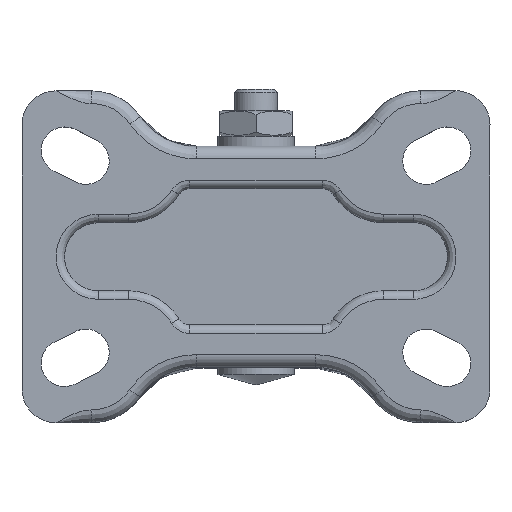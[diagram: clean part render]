
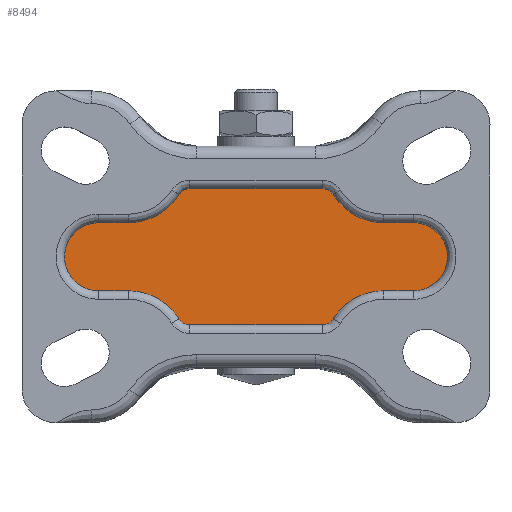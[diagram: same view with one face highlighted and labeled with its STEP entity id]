
A CAD part, top view. The second image highlights one B-rep face of the part: STEP entity #8494.
In plain terms, the highlighted free-form (B-spline) face has degree [1, 1] with [2, 2] control points.
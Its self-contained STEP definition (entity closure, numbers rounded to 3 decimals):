
#6535=CARTESIAN_POINT('',(30.,-8.,80.));
#6536=VERTEX_POINT('',#6535);
#6561=CARTESIAN_POINT('',(37.0,-8.0,80.));
#6562=VERTEX_POINT('',#6561);
#6576=CARTESIAN_POINT('',(30.,-8.,80.));
#6577=CARTESIAN_POINT('',(37.0,-8.0,80.));
#6578=QUASI_UNIFORM_CURVE('',1,(#6576,#6577),.UNSPECIFIED.,.F.,.U.);
#6579=EDGE_CURVE('',#6536,#6562,#6578,.T.);
#6609=CARTESIAN_POINT('',(37.,8.0,80.));
#6610=VERTEX_POINT('',#6609);
#6624=CARTESIAN_POINT('',(37.0,-8.0,80.));
#6625=CARTESIAN_POINT('',(41.619,-8.0,80.));
#6626=CARTESIAN_POINT('',(43.928,-4.,80.));
#6627=CARTESIAN_POINT('',(46.238,0.,80.));
#6628=CARTESIAN_POINT('',(43.928,4.,80.));
#6629=CARTESIAN_POINT('',(41.619,8.,80.));
#6630=CARTESIAN_POINT('',(37.,8.,80.));
#6638=(BOUNDED_CURVE()B_SPLINE_CURVE(2,(#6624,#6625,#6626,#6627,#6628,#6629,#6630),.UNSPECIFIED.,.F.,.U.)B_SPLINE_CURVE_WITH_KNOTS((3,2,2,3),(0.0,0.333,0.667,1.0),.UNSPECIFIED.)CURVE()GEOMETRIC_REPRESENTATION_ITEM()RATIONAL_B_SPLINE_CURVE((1.0,0.866,1.0,0.866,1.0,0.866,1.0))REPRESENTATION_ITEM(''));
#6639=EDGE_CURVE('',#6562,#6610,#6638,.T.);
#6679=CARTESIAN_POINT('',(18.123,-14.588,80.));
#6680=VERTEX_POINT('',#6679);
#6710=CARTESIAN_POINT('',(30.,-8.,80.));
#6711=CARTESIAN_POINT('',(22.234,-8.,80.));
#6712=CARTESIAN_POINT('',(18.123,-14.588,80.));
#6720=(BOUNDED_CURVE()B_SPLINE_CURVE(2,(#6710,#6711,#6712),.UNSPECIFIED.,.F.,.U.)CURVE()GEOMETRIC_REPRESENTATION_ITEM()QUASI_UNIFORM_CURVE()RATIONAL_B_SPLINE_CURVE((1.0,0.874,1.0))REPRESENTATION_ITEM(''));
#6721=EDGE_CURVE('',#6536,#6680,#6720,.T.);
#6742=CARTESIAN_POINT('',(30.0,8.0,80.));
#6743=VERTEX_POINT('',#6742);
#6757=CARTESIAN_POINT('',(37.,8.0,80.));
#6758=CARTESIAN_POINT('',(30.0,8.0,80.));
#6759=QUASI_UNIFORM_CURVE('',1,(#6757,#6758),.UNSPECIFIED.,.F.,.U.);
#6760=EDGE_CURVE('',#6610,#6743,#6759,.T.);
#6788=CARTESIAN_POINT('',(15.578,-16.0,80.));
#6789=VERTEX_POINT('',#6788);
#6819=CARTESIAN_POINT('',(15.578,-16.0,80.));
#6820=CARTESIAN_POINT('',(17.242,-16.,80.));
#6821=CARTESIAN_POINT('',(18.123,-14.588,80.));
#6829=(BOUNDED_CURVE()B_SPLINE_CURVE(2,(#6819,#6820,#6821),.UNSPECIFIED.,.F.,.U.)CURVE()GEOMETRIC_REPRESENTATION_ITEM()QUASI_UNIFORM_CURVE()RATIONAL_B_SPLINE_CURVE((1.0,0.874,1.0))REPRESENTATION_ITEM(''));
#6830=EDGE_CURVE('',#6789,#6680,#6829,.T.);
#6854=CARTESIAN_POINT('',(18.123,14.588,80.));
#6855=VERTEX_POINT('',#6854);
#6869=CARTESIAN_POINT('',(18.123,14.588,80.));
#6870=CARTESIAN_POINT('',(22.234,8.,80.));
#6871=CARTESIAN_POINT('',(30.0,8.,80.));
#6879=(BOUNDED_CURVE()B_SPLINE_CURVE(2,(#6869,#6870,#6871),.UNSPECIFIED.,.F.,.U.)CURVE()GEOMETRIC_REPRESENTATION_ITEM()QUASI_UNIFORM_CURVE()RATIONAL_B_SPLINE_CURVE((1.0,0.874,1.0))REPRESENTATION_ITEM(''));
#6880=EDGE_CURVE('',#6855,#6743,#6879,.T.);
#6913=CARTESIAN_POINT('',(-15.578,-16.0,80.));
#6914=VERTEX_POINT('',#6913);
#6938=CARTESIAN_POINT('',(-15.578,-16.0,80.));
#6939=CARTESIAN_POINT('',(15.578,-16.0,80.));
#6940=QUASI_UNIFORM_CURVE('',1,(#6938,#6939),.UNSPECIFIED.,.F.,.U.);
#6941=EDGE_CURVE('',#6914,#6789,#6940,.T.);
#6965=CARTESIAN_POINT('',(15.578,16.0,80.));
#6966=VERTEX_POINT('',#6965);
#6980=CARTESIAN_POINT('',(18.123,14.588,80.));
#6981=CARTESIAN_POINT('',(17.242,16.,80.));
#6982=CARTESIAN_POINT('',(15.578,16.0,80.));
#6990=(BOUNDED_CURVE()B_SPLINE_CURVE(2,(#6980,#6981,#6982),.UNSPECIFIED.,.F.,.U.)CURVE()GEOMETRIC_REPRESENTATION_ITEM()QUASI_UNIFORM_CURVE()RATIONAL_B_SPLINE_CURVE((1.0,0.874,1.0))REPRESENTATION_ITEM(''));
#6991=EDGE_CURVE('',#6855,#6966,#6990,.T.);
#7027=CARTESIAN_POINT('',(-18.123,-14.588,80.));
#7028=VERTEX_POINT('',#7027);
#7060=CARTESIAN_POINT('',(-18.123,-14.588,80.));
#7061=CARTESIAN_POINT('',(-17.242,-16.,80.));
#7062=CARTESIAN_POINT('',(-15.578,-16.,80.));
#7070=(BOUNDED_CURVE()B_SPLINE_CURVE(2,(#7060,#7061,#7062),.UNSPECIFIED.,.F.,.U.)CURVE()GEOMETRIC_REPRESENTATION_ITEM()QUASI_UNIFORM_CURVE()RATIONAL_B_SPLINE_CURVE((1.0,0.874,1.0))REPRESENTATION_ITEM(''));
#7071=EDGE_CURVE('',#7028,#6914,#7070,.T.);
#7092=CARTESIAN_POINT('',(-15.578,16.0,80.));
#7093=VERTEX_POINT('',#7092);
#7107=CARTESIAN_POINT('',(15.578,16.0,80.));
#7108=CARTESIAN_POINT('',(-15.578,16.0,80.));
#7109=QUASI_UNIFORM_CURVE('',1,(#7107,#7108),.UNSPECIFIED.,.F.,.U.);
#7110=EDGE_CURVE('',#6966,#7093,#7109,.T.);
#7138=CARTESIAN_POINT('',(-30.0,-8.0,80.));
#7139=VERTEX_POINT('',#7138);
#7169=CARTESIAN_POINT('',(-18.123,-14.588,80.));
#7170=CARTESIAN_POINT('',(-22.234,-8.,80.));
#7171=CARTESIAN_POINT('',(-30.0,-8.,80.));
#7179=(BOUNDED_CURVE()B_SPLINE_CURVE(2,(#7169,#7170,#7171),.UNSPECIFIED.,.F.,.U.)CURVE()GEOMETRIC_REPRESENTATION_ITEM()QUASI_UNIFORM_CURVE()RATIONAL_B_SPLINE_CURVE((1.0,0.874,1.0))REPRESENTATION_ITEM(''));
#7180=EDGE_CURVE('',#7028,#7139,#7179,.T.);
#7204=CARTESIAN_POINT('',(-18.123,14.588,80.));
#7205=VERTEX_POINT('',#7204);
#7219=CARTESIAN_POINT('',(-15.578,16.0,80.));
#7220=CARTESIAN_POINT('',(-17.242,16.,80.));
#7221=CARTESIAN_POINT('',(-18.123,14.588,80.));
#7229=(BOUNDED_CURVE()B_SPLINE_CURVE(2,(#7219,#7220,#7221),.UNSPECIFIED.,.F.,.U.)CURVE()GEOMETRIC_REPRESENTATION_ITEM()QUASI_UNIFORM_CURVE()RATIONAL_B_SPLINE_CURVE((1.0,0.874,1.0))REPRESENTATION_ITEM(''));
#7230=EDGE_CURVE('',#7093,#7205,#7229,.T.);
#7263=CARTESIAN_POINT('',(-37.,-8.0,80.));
#7264=VERTEX_POINT('',#7263);
#7286=CARTESIAN_POINT('',(-37.,-8.0,80.));
#7287=CARTESIAN_POINT('',(-30.0,-8.0,80.));
#7288=QUASI_UNIFORM_CURVE('',1,(#7286,#7287),.UNSPECIFIED.,.F.,.U.);
#7289=EDGE_CURVE('',#7264,#7139,#7288,.T.);
#7313=CARTESIAN_POINT('',(-30.0,8.0,80.));
#7314=VERTEX_POINT('',#7313);
#7328=CARTESIAN_POINT('',(-30.0,8.,80.));
#7329=CARTESIAN_POINT('',(-22.234,8.,80.));
#7330=CARTESIAN_POINT('',(-18.123,14.588,80.));
#7338=(BOUNDED_CURVE()B_SPLINE_CURVE(2,(#7328,#7329,#7330),.UNSPECIFIED.,.F.,.U.)CURVE()GEOMETRIC_REPRESENTATION_ITEM()QUASI_UNIFORM_CURVE()RATIONAL_B_SPLINE_CURVE((1.0,0.874,1.0))REPRESENTATION_ITEM(''));
#7339=EDGE_CURVE('',#7314,#7205,#7338,.T.);
#7381=CARTESIAN_POINT('',(-37.0,8.0,80.));
#7382=VERTEX_POINT('',#7381);
#7416=CARTESIAN_POINT('',(-37.0,8.0,80.));
#7417=CARTESIAN_POINT('',(-41.619,8.0,80.));
#7418=CARTESIAN_POINT('',(-43.928,4.,80.));
#7419=CARTESIAN_POINT('',(-46.238,0.,80.));
#7420=CARTESIAN_POINT('',(-43.928,-4.,80.));
#7421=CARTESIAN_POINT('',(-41.619,-8.,80.));
#7422=CARTESIAN_POINT('',(-37.,-8.,80.));
#7430=(BOUNDED_CURVE()B_SPLINE_CURVE(2,(#7416,#7417,#7418,#7419,#7420,#7421,#7422),.UNSPECIFIED.,.F.,.U.)B_SPLINE_CURVE_WITH_KNOTS((3,2,2,3),(0.0,0.333,0.667,1.0),.UNSPECIFIED.)CURVE()GEOMETRIC_REPRESENTATION_ITEM()RATIONAL_B_SPLINE_CURVE((1.0,0.866,1.0,0.866,1.0,0.866,1.0))REPRESENTATION_ITEM(''));
#7431=EDGE_CURVE('',#7382,#7264,#7430,.T.);
#7457=CARTESIAN_POINT('',(-30.0,8.0,80.));
#7458=CARTESIAN_POINT('',(-37.0,8.0,80.));
#7459=QUASI_UNIFORM_CURVE('',1,(#7457,#7458),.UNSPECIFIED.,.F.,.U.);
#7460=EDGE_CURVE('',#7314,#7382,#7459,.T.);
#8471=CARTESIAN_POINT('',(-49.495,17.598,80.));
#8472=CARTESIAN_POINT('',(49.496,17.598,80.));
#8473=CARTESIAN_POINT('',(-49.495,-17.598,80.));
#8474=CARTESIAN_POINT('',(49.496,-17.598,80.));
#8475=B_SPLINE_SURFACE_WITH_KNOTS('',1,1,((#8471,#8473),(#8472,#8474)),.UNSPECIFIED.,.F.,.F.,.U.,(2,2),(2,2),(0.0,98.991),(0.0,35.197),.UNSPECIFIED.);
#8476=ORIENTED_EDGE('',*,*,#7339,.F.);
#8477=ORIENTED_EDGE('',*,*,#7460,.T.);
#8478=ORIENTED_EDGE('',*,*,#7431,.T.);
#8479=ORIENTED_EDGE('',*,*,#7289,.T.);
#8480=ORIENTED_EDGE('',*,*,#7180,.F.);
#8481=ORIENTED_EDGE('',*,*,#7071,.T.);
#8482=ORIENTED_EDGE('',*,*,#6941,.T.);
#8483=ORIENTED_EDGE('',*,*,#6830,.T.);
#8484=ORIENTED_EDGE('',*,*,#6721,.F.);
#8485=ORIENTED_EDGE('',*,*,#6579,.T.);
#8486=ORIENTED_EDGE('',*,*,#6639,.T.);
#8487=ORIENTED_EDGE('',*,*,#6760,.T.);
#8488=ORIENTED_EDGE('',*,*,#6880,.F.);
#8489=ORIENTED_EDGE('',*,*,#6991,.T.);
#8490=ORIENTED_EDGE('',*,*,#7110,.T.);
#8491=ORIENTED_EDGE('',*,*,#7230,.T.);
#8492=EDGE_LOOP('',(#8476,#8477,#8478,#8479,#8480,#8481,#8482,#8483,#8484,#8485,#8486,#8487,#8488,#8489,#8490,#8491));
#8493=FACE_OUTER_BOUND('',#8492,.T.);
#8494=ADVANCED_FACE('',(#8493),#8475,.F.);
